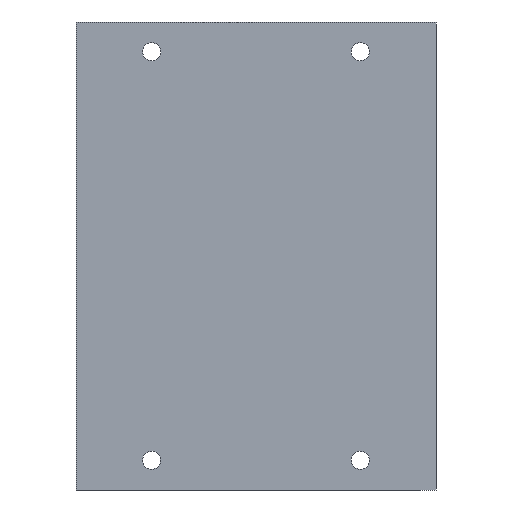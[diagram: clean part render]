
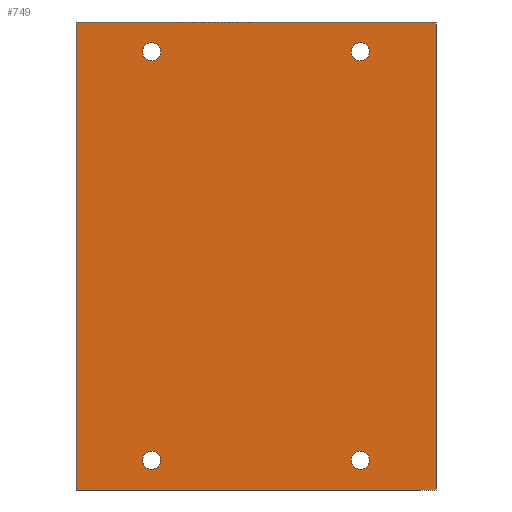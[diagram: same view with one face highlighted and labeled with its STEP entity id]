
A CAD part, front view. The second image highlights one B-rep face of the part: STEP entity #749.
In plain terms, the highlighted planar face has unit normal (0, -1, 0).
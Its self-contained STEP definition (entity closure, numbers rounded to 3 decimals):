
#6 = EDGE_CURVE ( 'NONE', #985, #731, #400, .T. ) ;
#7 = AXIS2_PLACEMENT_3D ( 'NONE', #577, #356, #477 ) ;
#16 = CARTESIAN_POINT ( 'NONE',  ( -25., 0., 32.5 ) ) ;
#21 = VECTOR ( 'NONE', #1410, 1000. ) ;
#22 = VERTEX_POINT ( 'NONE', #1237 ) ;
#24 = EDGE_LOOP ( 'NONE', ( #1139, #115, #1076, #427 ) ) ;
#32 = CIRCLE ( 'NONE', #1194, 1.25 ) ;
#36 = AXIS2_PLACEMENT_3D ( 'NONE', #1280, #1387, #1165 ) ;
#56 = CARTESIAN_POINT ( 'NONE',  ( 14.5, 0., 28.375 ) ) ;
#58 = AXIS2_PLACEMENT_3D ( 'NONE', #332, #1316, #662 ) ;
#87 = CARTESIAN_POINT ( 'NONE',  ( -14.5, 0., 29.625 ) ) ;
#115 = ORIENTED_EDGE ( 'NONE', *, *, #425, .F. ) ;
#125 = AXIS2_PLACEMENT_3D ( 'NONE', #1249, #240, #142 ) ;
#142 = DIRECTION ( 'NONE',  ( 0., 0., -1. ) ) ;
#150 = LINE ( 'NONE', #16, #895 ) ;
#199 = AXIS2_PLACEMENT_3D ( 'NONE', #815, #384, #928 ) ;
#205 = ORIENTED_EDGE ( 'NONE', *, *, #1293, .T. ) ;
#216 = CARTESIAN_POINT ( 'NONE',  ( 25., 0., 32.5 ) ) ;
#220 = FACE_BOUND ( 'NONE', #549, .T. ) ;
#222 = FACE_BOUND ( 'NONE', #932, .T. ) ;
#240 = DIRECTION ( 'NONE',  ( 0., -1., 0. ) ) ;
#263 = LINE ( 'NONE', #216, #1399 ) ;
#267 = CIRCLE ( 'NONE', #1171, 1.25 ) ;
#272 = VERTEX_POINT ( 'NONE', #833 ) ;
#283 = ORIENTED_EDGE ( 'NONE', *, *, #870, .T. ) ;
#286 = EDGE_CURVE ( 'NONE', #324, #956, #267, .T. ) ;
#294 = DIRECTION ( 'NONE',  ( 0., 0., 1. ) ) ;
#297 = DIRECTION ( 'NONE',  ( 0., 0., -1. ) ) ;
#324 = VERTEX_POINT ( 'NONE', #392 ) ;
#332 = CARTESIAN_POINT ( 'NONE',  ( -14.5, 0., 28.375 ) ) ;
#347 = DIRECTION ( 'NONE',  ( 0., 1., 0. ) ) ;
#349 = EDGE_CURVE ( 'NONE', #1382, #1240, #32, .T. ) ;
#356 = DIRECTION ( 'NONE',  ( 0., 1., 0. ) ) ;
#384 = DIRECTION ( 'NONE',  ( 0., 1., 0. ) ) ;
#392 = CARTESIAN_POINT ( 'NONE',  ( -14.5, 0., 27.125 ) ) ;
#397 = CARTESIAN_POINT ( 'NONE',  ( 14.5, 0., -27.125 ) ) ;
#400 = CIRCLE ( 'NONE', #7, 1.25 ) ;
#425 = EDGE_CURVE ( 'NONE', #22, #272, #150, .T. ) ;
#427 = ORIENTED_EDGE ( 'NONE', *, *, #1183, .F. ) ;
#441 = FACE_BOUND ( 'NONE', #874, .T. ) ;
#445 = CIRCLE ( 'NONE', #58, 1.25 ) ;
#477 = DIRECTION ( 'NONE',  ( 0., 0., 1. ) ) ;
#481 = FACE_BOUND ( 'NONE', #819, .T. ) ;
#488 = CARTESIAN_POINT ( 'NONE',  ( -14.505, 0., -29.625 ) ) ;
#516 = DIRECTION ( 'NONE',  ( 0., 1., 0. ) ) ;
#529 = ORIENTED_EDGE ( 'NONE', *, *, #6, .T. ) ;
#549 = EDGE_LOOP ( 'NONE', ( #283, #205 ) ) ;
#551 = EDGE_CURVE ( 'NONE', #956, #324, #445, .T. ) ;
#577 = CARTESIAN_POINT ( 'NONE',  ( -14.505, 0., -28.375 ) ) ;
#583 = CARTESIAN_POINT ( 'NONE',  ( -14.505, 0., -27.125 ) ) ;
#589 = CARTESIAN_POINT ( 'NONE',  ( 14.5, 0., 29.625 ) ) ;
#593 = DIRECTION ( 'NONE',  ( 0., 1., 0. ) ) ;
#602 = ORIENTED_EDGE ( 'NONE', *, *, #551, .T. ) ;
#616 = DIRECTION ( 'NONE',  ( 0., 0., 1. ) ) ;
#633 = DIRECTION ( 'NONE',  ( 1., 0., 0. ) ) ;
#649 = CARTESIAN_POINT ( 'NONE',  ( 14.5, 0., 27.125 ) ) ;
#662 = DIRECTION ( 'NONE',  ( 0., 0., 1. ) ) ;
#720 = CIRCLE ( 'NONE', #36, 1.25 ) ;
#727 = CARTESIAN_POINT ( 'NONE',  ( -25., 0., 32.5 ) ) ;
#731 = VERTEX_POINT ( 'NONE', #488 ) ;
#733 = DIRECTION ( 'NONE',  ( 0., 1., 0. ) ) ;
#749 = ADVANCED_FACE ( 'NONE', ( #222, #220, #441, #481, #920 ), #1033, .T. ) ;
#754 = CARTESIAN_POINT ( 'NONE',  ( -25., 0., -32.5 ) ) ;
#757 = CARTESIAN_POINT ( 'NONE',  ( 25., 0., -32.5 ) ) ;
#760 = VERTEX_POINT ( 'NONE', #1259 ) ;
#815 = CARTESIAN_POINT ( 'NONE',  ( 14.5, 0., -28.375 ) ) ;
#817 = CARTESIAN_POINT ( 'NONE',  ( 14.5, 0., -29.625 ) ) ;
#819 = EDGE_LOOP ( 'NONE', ( #1289, #925 ) ) ;
#821 = DIRECTION ( 'NONE',  ( 0., 0., 1. ) ) ;
#832 = ORIENTED_EDGE ( 'NONE', *, *, #1002, .T. ) ;
#833 = CARTESIAN_POINT ( 'NONE',  ( 25., 0., 32.5 ) ) ;
#870 = EDGE_CURVE ( 'NONE', #890, #1367, #991, .T. ) ;
#873 = LINE ( 'NONE', #727, #1068 ) ;
#874 = EDGE_LOOP ( 'NONE', ( #602, #1241 ) ) ;
#882 = EDGE_CURVE ( 'NONE', #760, #22, #873, .T. ) ;
#890 = VERTEX_POINT ( 'NONE', #397 ) ;
#895 = VECTOR ( 'NONE', #633, 1000. ) ;
#920 = FACE_OUTER_BOUND ( 'NONE', #24, .T. ) ;
#925 = ORIENTED_EDGE ( 'NONE', *, *, #1328, .T. ) ;
#928 = DIRECTION ( 'NONE',  ( 0., 0., 1. ) ) ;
#932 = EDGE_LOOP ( 'NONE', ( #529, #832 ) ) ;
#956 = VERTEX_POINT ( 'NONE', #87 ) ;
#985 = VERTEX_POINT ( 'NONE', #583 ) ;
#991 = CIRCLE ( 'NONE', #199, 1.25 ) ;
#1002 = EDGE_CURVE ( 'NONE', #731, #985, #720, .T. ) ;
#1020 = DIRECTION ( 'NONE',  ( 0., 0., 1. ) ) ;
#1033 = PLANE ( 'NONE',  #125 ) ;
#1059 = CIRCLE ( 'NONE', #1244, 1.25 ) ;
#1068 = VECTOR ( 'NONE', #821, 1000. ) ;
#1074 = CIRCLE ( 'NONE', #1317, 1.25 ) ;
#1076 = ORIENTED_EDGE ( 'NONE', *, *, #882, .F. ) ;
#1115 = DIRECTION ( 'NONE',  ( 0., 0., 1. ) ) ;
#1139 = ORIENTED_EDGE ( 'NONE', *, *, #1233, .F. ) ;
#1165 = DIRECTION ( 'NONE',  ( 0., 0., 1. ) ) ;
#1171 = AXIS2_PLACEMENT_3D ( 'NONE', #1178, #733, #616 ) ;
#1177 = VERTEX_POINT ( 'NONE', #757 ) ;
#1178 = CARTESIAN_POINT ( 'NONE',  ( -14.5, 0., 28.375 ) ) ;
#1183 = EDGE_CURVE ( 'NONE', #1177, #760, #1324, .T. ) ;
#1194 = AXIS2_PLACEMENT_3D ( 'NONE', #1285, #516, #294 ) ;
#1233 = EDGE_CURVE ( 'NONE', #272, #1177, #263, .T. ) ;
#1237 = CARTESIAN_POINT ( 'NONE',  ( -25., 0., 32.5 ) ) ;
#1240 = VERTEX_POINT ( 'NONE', #649 ) ;
#1241 = ORIENTED_EDGE ( 'NONE', *, *, #286, .T. ) ;
#1244 = AXIS2_PLACEMENT_3D ( 'NONE', #1334, #347, #1115 ) ;
#1249 = CARTESIAN_POINT ( 'NONE',  ( 0., 0., 0. ) ) ;
#1259 = CARTESIAN_POINT ( 'NONE',  ( -25., 0., -32.5 ) ) ;
#1280 = CARTESIAN_POINT ( 'NONE',  ( -14.505, 0., -28.375 ) ) ;
#1285 = CARTESIAN_POINT ( 'NONE',  ( 14.5, 0., 28.375 ) ) ;
#1289 = ORIENTED_EDGE ( 'NONE', *, *, #349, .T. ) ;
#1293 = EDGE_CURVE ( 'NONE', #1367, #890, #1059, .T. ) ;
#1316 = DIRECTION ( 'NONE',  ( 0., 1., 0. ) ) ;
#1317 = AXIS2_PLACEMENT_3D ( 'NONE', #56, #593, #1020 ) ;
#1324 = LINE ( 'NONE', #754, #21 ) ;
#1328 = EDGE_CURVE ( 'NONE', #1240, #1382, #1074, .T. ) ;
#1334 = CARTESIAN_POINT ( 'NONE',  ( 14.5, 0., -28.375 ) ) ;
#1367 = VERTEX_POINT ( 'NONE', #817 ) ;
#1382 = VERTEX_POINT ( 'NONE', #589 ) ;
#1387 = DIRECTION ( 'NONE',  ( 0., 1., 0. ) ) ;
#1399 = VECTOR ( 'NONE', #297, 1000. ) ;
#1410 = DIRECTION ( 'NONE',  ( -1., 0., 0. ) ) ;
